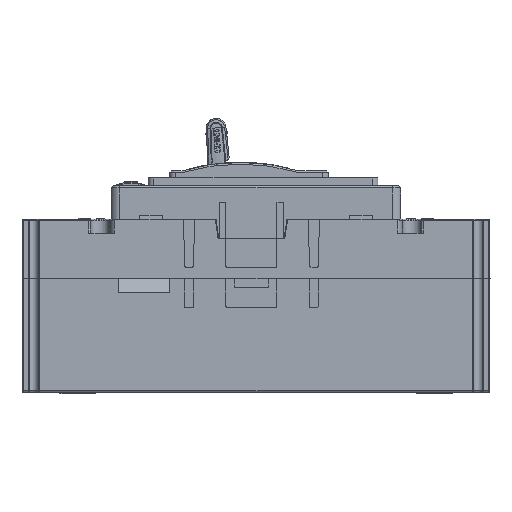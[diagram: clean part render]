
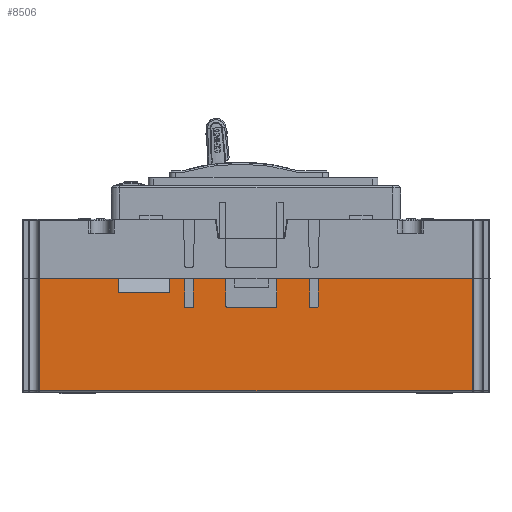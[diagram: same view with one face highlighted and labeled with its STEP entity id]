
A CAD part, front view. The second image highlights one B-rep face of the part: STEP entity #8506.
In plain terms, the highlighted planar face has unit normal (0, -1, 0).
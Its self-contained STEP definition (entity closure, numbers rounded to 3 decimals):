
#2736=FACE_OUTER_BOUND('',#35093,.T.);
#8506=ADVANCED_FACE('',(#2736),#13076,.T.);
#13076=PLANE('',#90168);
#16993=LINE('',#130017,#25774);
#16997=LINE('',#130025,#25778);
#17210=LINE('',#130570,#25991);
#17214=LINE('',#130578,#25995);
#17218=LINE('',#130586,#25999);
#17315=LINE('',#130865,#26096);
#17316=LINE('',#130867,#26097);
#17317=LINE('',#130869,#26098);
#17318=LINE('',#130871,#26099);
#17319=LINE('',#130872,#26100);
#17320=LINE('',#130876,#26101);
#17321=LINE('',#130880,#26102);
#17322=LINE('',#130881,#26103);
#17323=LINE('',#130885,#26104);
#17324=LINE('',#130889,#26105);
#17325=LINE('',#130890,#26106);
#17326=LINE('',#130894,#26107);
#17327=LINE('',#130898,#26108);
#17328=LINE('',#130899,#26109);
#17329=LINE('',#130901,#26110);
#25774=VECTOR('',#100059,1.);
#25778=VECTOR('',#100063,1.);
#25991=VECTOR('',#100410,1.);
#25995=VECTOR('',#100414,1.);
#25999=VECTOR('',#100418,1.);
#26096=VECTOR('',#100623,1.);
#26097=VECTOR('',#100624,1.);
#26098=VECTOR('',#100625,1.);
#26099=VECTOR('',#100626,1.);
#26100=VECTOR('',#100627,1.);
#26101=VECTOR('',#100630,1.);
#26102=VECTOR('',#100633,1.);
#26103=VECTOR('',#100634,1.);
#26104=VECTOR('',#100637,1.);
#26105=VECTOR('',#100640,1.);
#26106=VECTOR('',#100641,1.);
#26107=VECTOR('',#100644,1.);
#26108=VECTOR('',#100647,1.);
#26109=VECTOR('',#100648,1.);
#26110=VECTOR('',#100649,1.);
#35093=EDGE_LOOP('',(#44017,#44018,#44019,#44020,#44021,#44022,#44023,#44024,
#44025,#44026,#44027,#44028,#44029,#44030,#44031,#44032,#44033,#44034,#44035,
#44036,#44037,#44038,#44039,#44040,#44041,#44042));
#44017=ORIENTED_EDGE('',*,*,#76146,.F.);
#44018=ORIENTED_EDGE('',*,*,#75992,.T.);
#44019=ORIENTED_EDGE('',*,*,#76147,.T.);
#44020=ORIENTED_EDGE('',*,*,#76148,.T.);
#44021=ORIENTED_EDGE('',*,*,#76149,.T.);
#44022=ORIENTED_EDGE('',*,*,#75713,.F.);
#44023=ORIENTED_EDGE('',*,*,#76150,.T.);
#44024=ORIENTED_EDGE('',*,*,#76151,.T.);
#44025=ORIENTED_EDGE('',*,*,#76152,.F.);
#44026=ORIENTED_EDGE('',*,*,#76153,.T.);
#44027=ORIENTED_EDGE('',*,*,#76154,.F.);
#44028=ORIENTED_EDGE('',*,*,#75709,.F.);
#44029=ORIENTED_EDGE('',*,*,#76155,.F.);
#44030=ORIENTED_EDGE('',*,*,#76156,.T.);
#44031=ORIENTED_EDGE('',*,*,#76157,.T.);
#44032=ORIENTED_EDGE('',*,*,#76158,.T.);
#44033=ORIENTED_EDGE('',*,*,#76159,.T.);
#44034=ORIENTED_EDGE('',*,*,#76000,.F.);
#44035=ORIENTED_EDGE('',*,*,#76160,.T.);
#44036=ORIENTED_EDGE('',*,*,#76161,.T.);
#44037=ORIENTED_EDGE('',*,*,#76162,.F.);
#44038=ORIENTED_EDGE('',*,*,#76163,.T.);
#44039=ORIENTED_EDGE('',*,*,#76164,.F.);
#44040=ORIENTED_EDGE('',*,*,#75996,.T.);
#44041=ORIENTED_EDGE('',*,*,#76165,.T.);
#44042=ORIENTED_EDGE('',*,*,#76166,.T.);
#66801=VERTEX_POINT('',#130016);
#66802=VERTEX_POINT('',#130018);
#66805=VERTEX_POINT('',#130024);
#66806=VERTEX_POINT('',#130026);
#67070=VERTEX_POINT('',#130569);
#67071=VERTEX_POINT('',#130571);
#67074=VERTEX_POINT('',#130577);
#67075=VERTEX_POINT('',#130579);
#67078=VERTEX_POINT('',#130585);
#67079=VERTEX_POINT('',#130587);
#67207=VERTEX_POINT('',#130866);
#67208=VERTEX_POINT('',#130868);
#67209=VERTEX_POINT('',#130870);
#67210=VERTEX_POINT('',#130873);
#67211=VERTEX_POINT('',#130875);
#67212=VERTEX_POINT('',#130877);
#67213=VERTEX_POINT('',#130879);
#67214=VERTEX_POINT('',#130882);
#67215=VERTEX_POINT('',#130884);
#67216=VERTEX_POINT('',#130886);
#67217=VERTEX_POINT('',#130888);
#67218=VERTEX_POINT('',#130891);
#67219=VERTEX_POINT('',#130893);
#67220=VERTEX_POINT('',#130895);
#67221=VERTEX_POINT('',#130897);
#67222=VERTEX_POINT('',#130900);
#75709=EDGE_CURVE('',#66801,#66802,#16993,.T.);
#75713=EDGE_CURVE('',#66805,#66806,#16997,.T.);
#75992=EDGE_CURVE('',#67071,#67070,#17210,.T.);
#75996=EDGE_CURVE('',#67075,#67074,#17214,.T.);
#76000=EDGE_CURVE('',#67078,#67079,#17218,.T.);
#76146=EDGE_CURVE('',#67071,#67207,#17315,.T.);
#76147=EDGE_CURVE('',#67070,#67208,#17316,.T.);
#76148=EDGE_CURVE('',#67208,#67209,#17317,.T.);
#76149=EDGE_CURVE('',#67209,#66806,#17318,.T.);
#76150=EDGE_CURVE('',#66805,#67210,#17319,.T.);
#76151=EDGE_CURVE('',#67210,#67211,#86709,.T.);
#76152=EDGE_CURVE('',#67212,#67211,#17320,.T.);
#76153=EDGE_CURVE('',#67212,#67213,#86710,.T.);
#76154=EDGE_CURVE('',#66802,#67213,#17321,.T.);
#76155=EDGE_CURVE('',#67214,#66801,#17322,.T.);
#76156=EDGE_CURVE('',#67214,#67215,#86711,.T.);
#76157=EDGE_CURVE('',#67215,#67216,#17323,.T.);
#76158=EDGE_CURVE('',#67216,#67217,#86712,.T.);
#76159=EDGE_CURVE('',#67217,#67079,#17324,.T.);
#76160=EDGE_CURVE('',#67078,#67218,#17325,.T.);
#76161=EDGE_CURVE('',#67218,#67219,#86713,.T.);
#76162=EDGE_CURVE('',#67220,#67219,#17326,.T.);
#76163=EDGE_CURVE('',#67220,#67221,#86714,.T.);
#76164=EDGE_CURVE('',#67075,#67221,#17327,.T.);
#76165=EDGE_CURVE('',#67074,#67222,#17328,.T.);
#76166=EDGE_CURVE('',#67222,#67207,#17329,.T.);
#86709=CIRCLE('',#90162,0.5);
#86710=CIRCLE('',#90163,0.5);
#86711=CIRCLE('',#90164,0.5);
#86712=CIRCLE('',#90165,0.5);
#86713=CIRCLE('',#90166,0.5);
#86714=CIRCLE('',#90167,0.5);
#90162=AXIS2_PLACEMENT_3D('',#130874,#100628,#100629);
#90163=AXIS2_PLACEMENT_3D('',#130878,#100631,#100632);
#90164=AXIS2_PLACEMENT_3D('',#130883,#100635,#100636);
#90165=AXIS2_PLACEMENT_3D('',#130887,#100638,#100639);
#90166=AXIS2_PLACEMENT_3D('',#130892,#100642,#100643);
#90167=AXIS2_PLACEMENT_3D('',#130896,#100645,#100646);
#90168=AXIS2_PLACEMENT_3D('',#130902,#100650,#100651);
#100059=DIRECTION('',(1.,0.,0.));
#100063=DIRECTION('',(1.,0.,0.));
#100410=DIRECTION('',(-1.,0.,0.));
#100414=DIRECTION('',(-1.,0.,0.));
#100418=DIRECTION('',(1.,0.,0.));
#100623=DIRECTION('',(0.,0.,-1.));
#100624=DIRECTION('',(0.,0.,-1.));
#100625=DIRECTION('',(1.,0.,0.));
#100626=DIRECTION('',(0.,0.,1.));
#100627=DIRECTION('',(0.,0.,-1.));
#100628=DIRECTION('',(0.,1.,0.));
#100629=DIRECTION('',(1.,0.,0.));
#100630=DIRECTION('',(1.,0.,0.));
#100631=DIRECTION('',(0.,1.,0.));
#100632=DIRECTION('',(1.,0.,0.));
#100633=DIRECTION('',(0.,0.,-1.));
#100634=DIRECTION('',(0.,0.,1.));
#100635=DIRECTION('',(0.,1.,0.));
#100636=DIRECTION('',(1.,0.,0.));
#100637=DIRECTION('',(-1.,0.,0.));
#100638=DIRECTION('',(0.,1.,0.));
#100639=DIRECTION('',(1.,0.,0.));
#100640=DIRECTION('',(0.,0.,1.));
#100641=DIRECTION('',(0.,0.,-1.));
#100642=DIRECTION('',(0.,1.,0.));
#100643=DIRECTION('',(1.,0.,0.));
#100644=DIRECTION('',(1.,0.,0.));
#100645=DIRECTION('',(0.,1.,0.));
#100646=DIRECTION('',(1.,0.,0.));
#100647=DIRECTION('',(0.,0.,-1.));
#100648=DIRECTION('',(0.,0.,-1.));
#100649=DIRECTION('',(-1.,0.,0.));
#100650=DIRECTION('',(0.,-1.,0.));
#100651=DIRECTION('',(0.,0.,-1.));
#130016=CARTESIAN_POINT('',(307.531,175.,10.876));
#130017=CARTESIAN_POINT('',(217.631,175.,10.876));
#130018=CARTESIAN_POINT('',(319.031,175.,10.876));
#130024=CARTESIAN_POINT('',(322.031,175.,10.876));
#130025=CARTESIAN_POINT('',(217.631,175.,10.876));
#130026=CARTESIAN_POINT('',(376.437,175.,10.876));
#130569=CARTESIAN_POINT('',(223.824,175.,10.876));
#130570=CARTESIAN_POINT('',(224.795,175.,10.876));
#130571=CARTESIAN_POINT('',(251.631,175.,10.876));
#130577=CARTESIAN_POINT('',(269.631,175.,10.876));
#130578=CARTESIAN_POINT('',(224.795,175.,10.876));
#130579=CARTESIAN_POINT('',(275.031,175.,10.876));
#130585=CARTESIAN_POINT('',(278.031,175.,10.876));
#130586=CARTESIAN_POINT('',(217.631,175.,10.876));
#130587=CARTESIAN_POINT('',(289.531,175.,10.876));
#130865=CARTESIAN_POINT('',(251.631,175.,10.876));
#130866=CARTESIAN_POINT('',(251.631,175.,5.876));
#130867=CARTESIAN_POINT('',(223.824,175.,-385.124));
#130868=CARTESIAN_POINT('',(223.824,175.,-28.624));
#130869=CARTESIAN_POINT('',(217.631,175.,-28.624));
#130870=CARTESIAN_POINT('',(376.437,175.,-28.624));
#130871=CARTESIAN_POINT('',(376.437,175.,-385.124));
#130872=CARTESIAN_POINT('',(322.031,175.,10.876));
#130873=CARTESIAN_POINT('',(322.031,175.,1.076));
#130874=CARTESIAN_POINT('',(321.531,175.,1.076));
#130875=CARTESIAN_POINT('',(321.531,175.,0.576));
#130876=CARTESIAN_POINT('',(217.631,175.,0.576));
#130877=CARTESIAN_POINT('',(319.531,175.,0.576));
#130878=CARTESIAN_POINT('',(319.531,175.,1.076));
#130879=CARTESIAN_POINT('',(319.031,175.,1.076));
#130880=CARTESIAN_POINT('',(319.031,175.,11.876));
#130881=CARTESIAN_POINT('',(307.531,175.,-91.094));
#130882=CARTESIAN_POINT('',(307.531,175.,1.076));
#130883=CARTESIAN_POINT('',(307.031,175.,1.076));
#130884=CARTESIAN_POINT('',(307.031,175.,0.576));
#130885=CARTESIAN_POINT('',(307.231,175.,0.576));
#130886=CARTESIAN_POINT('',(290.031,175.,0.576));
#130887=CARTESIAN_POINT('',(290.031,175.,1.076));
#130888=CARTESIAN_POINT('',(289.531,175.,1.076));
#130889=CARTESIAN_POINT('',(289.531,175.,-91.094));
#130890=CARTESIAN_POINT('',(278.031,175.,10.876));
#130891=CARTESIAN_POINT('',(278.031,175.,1.076));
#130892=CARTESIAN_POINT('',(277.531,175.,1.076));
#130893=CARTESIAN_POINT('',(277.531,175.,0.576));
#130894=CARTESIAN_POINT('',(217.631,175.,0.576));
#130895=CARTESIAN_POINT('',(275.531,175.,0.576));
#130896=CARTESIAN_POINT('',(275.531,175.,1.076));
#130897=CARTESIAN_POINT('',(275.031,175.,1.076));
#130898=CARTESIAN_POINT('',(275.031,175.,11.876));
#130899=CARTESIAN_POINT('',(269.631,175.,10.876));
#130900=CARTESIAN_POINT('',(269.631,175.,5.876));
#130901=CARTESIAN_POINT('',(269.631,175.,5.876));
#130902=CARTESIAN_POINT('',(217.631,175.,11.876));
